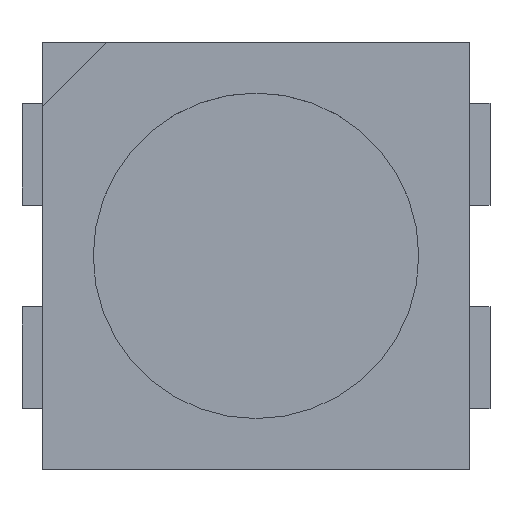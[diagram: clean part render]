
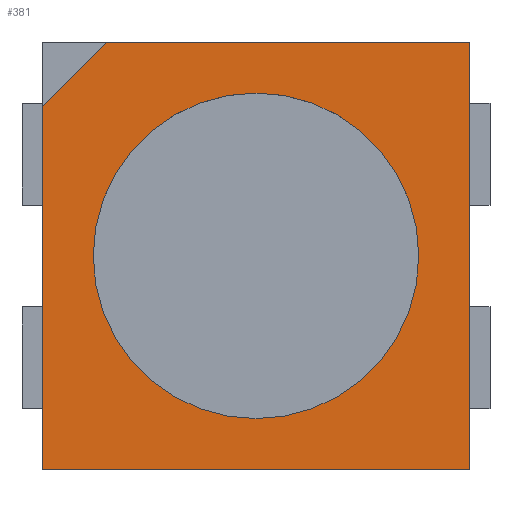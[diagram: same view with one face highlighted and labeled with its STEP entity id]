
A CAD part, top view. The second image highlights one B-rep face of the part: STEP entity #381.
In plain terms, the highlighted planar face has unit normal (0, 0, 1).
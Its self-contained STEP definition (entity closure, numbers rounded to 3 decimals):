
#56 = VERTEX_POINT('',#57);
#57 = CARTESIAN_POINT('',(1.05,1.05,1.));
#63 = EDGE_CURVE('',#64,#56,#66,.T.);
#64 = VERTEX_POINT('',#65);
#65 = CARTESIAN_POINT('',(1.05,-1.05,1.));
#66 = LINE('',#67,#68);
#67 = CARTESIAN_POINT('',(1.05,1.05,1.));
#68 = VECTOR('',#69,1.);
#69 = DIRECTION('',(0.,1.,0.));
#348 = VERTEX_POINT('',#349);
#349 = CARTESIAN_POINT('',(-0.735,1.05,1.));
#355 = EDGE_CURVE('',#56,#348,#356,.T.);
#356 = LINE('',#357,#358);
#357 = CARTESIAN_POINT('',(-1.05,1.05,1.));
#358 = VECTOR('',#359,1.);
#359 = DIRECTION('',(-1.,0.,0.));
#381 = ADVANCED_FACE('',(#382,#408),#419,.T.);
#382 = FACE_BOUND('',#383,.T.);
#383 = EDGE_LOOP('',(#384,#392,#400,#406,#407));
#384 = ORIENTED_EDGE('',*,*,#385,.T.);
#385 = EDGE_CURVE('',#348,#386,#388,.T.);
#386 = VERTEX_POINT('',#387);
#387 = CARTESIAN_POINT('',(-1.05,0.735,1.));
#388 = LINE('',#389,#390);
#389 = CARTESIAN_POINT('',(-0.814,0.971,1.));
#390 = VECTOR('',#391,1.);
#391 = DIRECTION('',(-0.707,-0.707,0.));
#392 = ORIENTED_EDGE('',*,*,#393,.T.);
#393 = EDGE_CURVE('',#386,#394,#396,.T.);
#394 = VERTEX_POINT('',#395);
#395 = CARTESIAN_POINT('',(-1.05,-1.05,1.));
#396 = LINE('',#397,#398);
#397 = CARTESIAN_POINT('',(-1.05,-1.05,1.));
#398 = VECTOR('',#399,1.);
#399 = DIRECTION('',(0.,-1.,0.));
#400 = ORIENTED_EDGE('',*,*,#401,.T.);
#401 = EDGE_CURVE('',#394,#64,#402,.T.);
#402 = LINE('',#403,#404);
#403 = CARTESIAN_POINT('',(1.05,-1.05,1.));
#404 = VECTOR('',#405,1.);
#405 = DIRECTION('',(1.,0.,0.));
#406 = ORIENTED_EDGE('',*,*,#63,.T.);
#407 = ORIENTED_EDGE('',*,*,#355,.T.);
#408 = FACE_BOUND('',#409,.T.);
#409 = EDGE_LOOP('',(#410));
#410 = ORIENTED_EDGE('',*,*,#411,.T.);
#411 = EDGE_CURVE('',#412,#412,#414,.T.);
#412 = VERTEX_POINT('',#413);
#413 = CARTESIAN_POINT('',(0.8,0.,1.));
#414 = CIRCLE('',#415,0.8);
#415 = AXIS2_PLACEMENT_3D('',#416,#417,#418);
#416 = CARTESIAN_POINT('',(0.,0.,1.));
#417 = DIRECTION('',(0.,0.,-1.));
#418 = DIRECTION('',(-1.,0.,0.));
#419 = PLANE('',#420);
#420 = AXIS2_PLACEMENT_3D('',#421,#422,#423);
#421 = CARTESIAN_POINT('',(0.,0.,1.));
#422 = DIRECTION('',(0.,0.,1.));
#423 = DIRECTION('',(1.,0.,0.));
